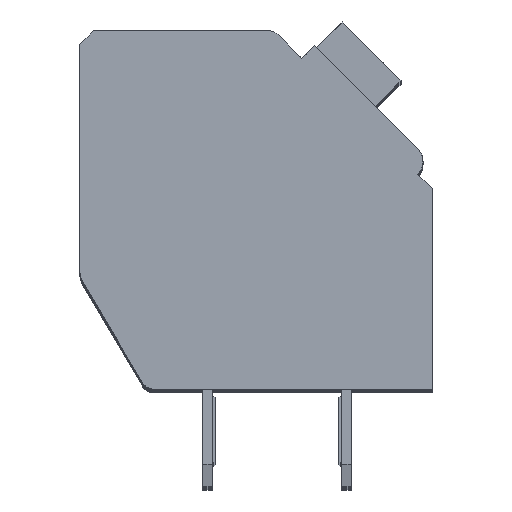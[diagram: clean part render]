
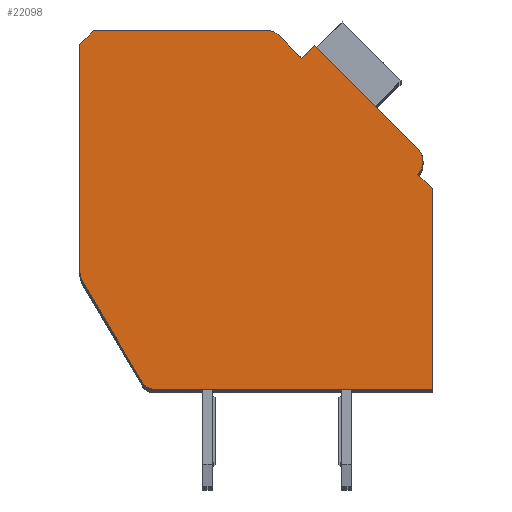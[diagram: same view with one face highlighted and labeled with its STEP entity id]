
A CAD part, top view. The second image highlights one B-rep face of the part: STEP entity #22098.
In plain terms, the highlighted planar face has unit normal (0, 0, 1).
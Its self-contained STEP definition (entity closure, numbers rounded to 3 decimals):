
#411=DIRECTION('',(0.,-1.,0.));
#412=VECTOR('',#411,8.053);
#413=CARTESIAN_POINT('',(-12.7,12.4,2.1));
#414=LINE('',#413,#412);
#415=DIRECTION('',(-0.707,-0.707,0.));
#416=VECTOR('',#415,0.707);
#417=CARTESIAN_POINT('',(-12.2,12.9,2.1));
#418=LINE('',#417,#416);
#419=DIRECTION('',(-1.,0.,0.));
#420=VECTOR('',#419,6.298);
#421=CARTESIAN_POINT('',(-5.902,12.9,2.1));
#422=LINE('',#421,#420);
#423=CARTESIAN_POINT('',(-5.902,12.4,2.1));
#424=DIRECTION('',(0.,0.,1.));
#425=DIRECTION('',(0.707,0.707,0.));
#426=AXIS2_PLACEMENT_3D('',#423,#424,#425);
#428=DIRECTION('',(-0.707,0.707,0.));
#429=VECTOR('',#428,1.197);
#430=CARTESIAN_POINT('',(-4.702,11.907,2.1));
#431=LINE('',#430,#429);
#432=DIRECTION('',(-0.707,-0.707,0.));
#433=VECTOR('',#432,0.65);
#434=CARTESIAN_POINT('',(-4.243,12.367,2.1));
#435=LINE('',#434,#433);
#436=DIRECTION('',(-0.707,0.707,0.));
#437=VECTOR('',#436,5.25);
#438=CARTESIAN_POINT('',(-0.53,8.655,2.1));
#439=LINE('',#438,#437);
#440=CARTESIAN_POINT('',(-0.99,8.195,2.1));
#441=DIRECTION('',(0.,0.,1.));
#442=DIRECTION('',(0.707,-0.707,0.));
#443=AXIS2_PLACEMENT_3D('',#440,#441,#442);
#445=DIRECTION('',(-0.707,0.707,0.));
#446=VECTOR('',#445,0.75);
#447=CARTESIAN_POINT('',(0.,7.205,2.1));
#448=LINE('',#447,#446);
#449=DIRECTION('',(0.,1.,0.));
#450=VECTOR('',#449,7.205);
#451=CARTESIAN_POINT('',(0.,0.,2.1));
#452=LINE('',#451,#450);
#453=DIRECTION('',(1.,0.,0.));
#454=VECTOR('',#453,10.014);
#455=CARTESIAN_POINT('',(-10.014,0.,2.1));
#456=LINE('',#455,#454);
#457=CARTESIAN_POINT('',(-10.014,0.5,2.1));
#458=DIRECTION('',(0.,0.,1.));
#459=DIRECTION('',(-0.862,-0.508,0.));
#460=AXIS2_PLACEMENT_3D('',#457,#458,#459);
#462=DIRECTION('',(0.508,-0.862,0.));
#463=VECTOR('',#462,4.17);
#464=CARTESIAN_POINT('',(-12.562,3.839,2.1));
#465=LINE('',#464,#463);
#466=CARTESIAN_POINT('',(-11.7,4.347,2.1));
#467=DIRECTION('',(0.,0.,1.));
#468=DIRECTION('',(-1.,0.,0.));
#469=AXIS2_PLACEMENT_3D('',#466,#467,#468);
#16580=CARTESIAN_POINT('',(-12.7,12.4,2.1));
#16581=CARTESIAN_POINT('',(-12.7,4.347,2.1));
#16582=VERTEX_POINT('',#16580);
#16583=VERTEX_POINT('',#16581);
#16584=CARTESIAN_POINT('',(-12.562,3.839,2.1));
#16585=VERTEX_POINT('',#16584);
#16586=CARTESIAN_POINT('',(-10.445,0.246,2.1));
#16587=VERTEX_POINT('',#16586);
#16588=CARTESIAN_POINT('',(-10.014,0.,2.1));
#16589=VERTEX_POINT('',#16588);
#16590=CARTESIAN_POINT('',(0.,0.,2.1));
#16591=VERTEX_POINT('',#16590);
#16592=CARTESIAN_POINT('',(0.,7.205,2.1));
#16593=VERTEX_POINT('',#16592);
#16594=CARTESIAN_POINT('',(-0.53,7.735,2.1));
#16595=VERTEX_POINT('',#16594);
#16596=CARTESIAN_POINT('',(-0.53,8.655,2.1));
#16597=VERTEX_POINT('',#16596);
#16598=CARTESIAN_POINT('',(-4.243,12.367,2.1));
#16599=VERTEX_POINT('',#16598);
#16600=CARTESIAN_POINT('',(-4.702,11.907,2.1));
#16601=VERTEX_POINT('',#16600);
#16602=CARTESIAN_POINT('',(-5.548,12.754,2.1));
#16603=VERTEX_POINT('',#16602);
#16604=CARTESIAN_POINT('',(-5.902,12.9,2.1));
#16605=VERTEX_POINT('',#16604);
#16606=CARTESIAN_POINT('',(-12.2,12.9,2.1));
#16607=VERTEX_POINT('',#16606);
#22065=CARTESIAN_POINT('',(0.,0.,2.1));
#22066=DIRECTION('',(0.,0.,1.));
#22067=DIRECTION('',(1.,0.,0.));
#22068=AXIS2_PLACEMENT_3D('',#22065,#22066,#22067);
#22069=PLANE('',#22068);
#22070=ORIENTED_EDGE('',*,*,#21683,.F.);
#22072=ORIENTED_EDGE('',*,*,#22071,.F.);
#22074=ORIENTED_EDGE('',*,*,#22073,.F.);
#22076=ORIENTED_EDGE('',*,*,#22075,.F.);
#22078=ORIENTED_EDGE('',*,*,#22077,.F.);
#22080=ORIENTED_EDGE('',*,*,#22079,.F.);
#22082=ORIENTED_EDGE('',*,*,#22081,.F.);
#22084=ORIENTED_EDGE('',*,*,#22083,.F.);
#22086=ORIENTED_EDGE('',*,*,#22085,.F.);
#22088=ORIENTED_EDGE('',*,*,#22087,.F.);
#22090=ORIENTED_EDGE('',*,*,#22089,.F.);
#22092=ORIENTED_EDGE('',*,*,#22091,.F.);
#22094=ORIENTED_EDGE('',*,*,#22093,.F.);
#22095=ORIENTED_EDGE('',*,*,#21833,.F.);
#22096=EDGE_LOOP('',(#22070,#22072,#22074,#22076,#22078,#22080,#22082,#22084,
#22086,#22088,#22090,#22092,#22094,#22095));
#22097=FACE_OUTER_BOUND('',#22096,.F.);
#427=CIRCLE('',#426,0.5);
#444=CIRCLE('',#443,0.65);
#461=CIRCLE('',#460,0.5);
#470=CIRCLE('',#469,1.);
#21683=EDGE_CURVE('',#16582,#16583,#414,.T.);
#21833=EDGE_CURVE('',#16583,#16585,#470,.T.);
#22071=EDGE_CURVE('',#16607,#16582,#418,.T.);
#22073=EDGE_CURVE('',#16605,#16607,#422,.T.);
#22075=EDGE_CURVE('',#16603,#16605,#427,.T.);
#22077=EDGE_CURVE('',#16601,#16603,#431,.T.);
#22079=EDGE_CURVE('',#16599,#16601,#435,.T.);
#22081=EDGE_CURVE('',#16597,#16599,#439,.T.);
#22083=EDGE_CURVE('',#16595,#16597,#444,.T.);
#22085=EDGE_CURVE('',#16593,#16595,#448,.T.);
#22087=EDGE_CURVE('',#16591,#16593,#452,.T.);
#22089=EDGE_CURVE('',#16589,#16591,#456,.T.);
#22091=EDGE_CURVE('',#16587,#16589,#461,.T.);
#22093=EDGE_CURVE('',#16585,#16587,#465,.T.);
#22098=ADVANCED_FACE('',(#22097),#22069,.T.);
